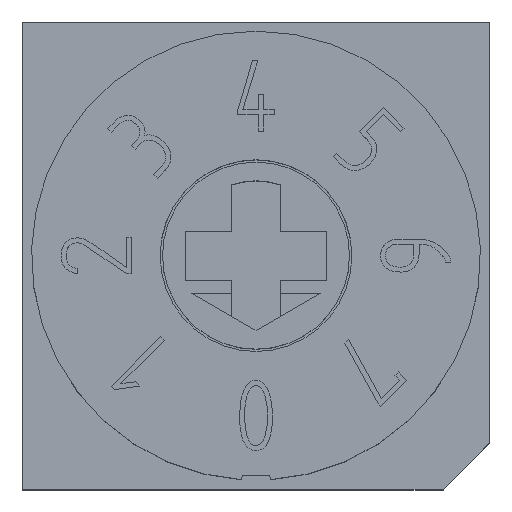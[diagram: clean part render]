
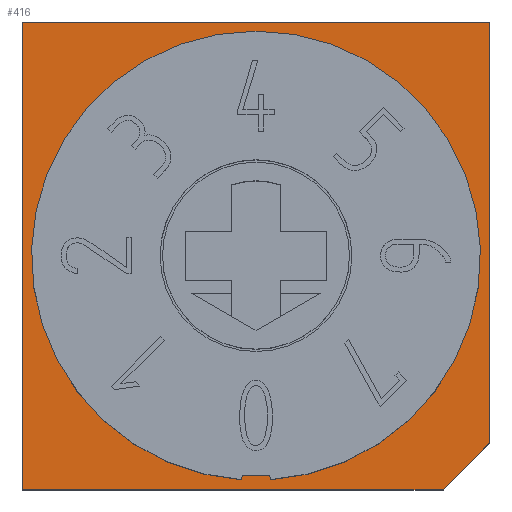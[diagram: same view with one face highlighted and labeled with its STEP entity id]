
A CAD part, top view. The second image highlights one B-rep face of the part: STEP entity #416.
In plain terms, the highlighted planar face has unit normal (0, 0, 1).
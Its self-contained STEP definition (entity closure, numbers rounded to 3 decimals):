
#416 = ADVANCED_FACE( '', ( #893, #894 ), #895, .T. );
#893 = FACE_OUTER_BOUND( '', #1424, .T. );
#894 = FACE_BOUND( '', #1425, .T. );
#895 = PLANE( '', #1426 );
#1424 = EDGE_LOOP( '', ( #2795, #2796, #2797, #2798, #2799 ) );
#1425 = EDGE_LOOP( '', ( #2800, #2801, #2802, #2803 ) );
#1426 = AXIS2_PLACEMENT_3D( '', #2804, #2805, #2806 );
#2795 = ORIENTED_EDGE( '', *, *, #3590, .T. );
#2796 = ORIENTED_EDGE( '', *, *, #3478, .T. );
#2797 = ORIENTED_EDGE( '', *, *, #3603, .T. );
#2798 = ORIENTED_EDGE( '', *, *, #3541, .T. );
#2799 = ORIENTED_EDGE( '', *, *, #3705, .T. );
#2800 = ORIENTED_EDGE( '', *, *, #3758, .T. );
#2801 = ORIENTED_EDGE( '', *, *, #3372, .F. );
#2802 = ORIENTED_EDGE( '', *, *, #3637, .F. );
#2803 = ORIENTED_EDGE( '', *, *, #3759, .F. );
#2804 = CARTESIAN_POINT( '', ( -5., -5., 2.8 ) );
#2805 = DIRECTION( '', ( 0., 0., 1. ) );
#2806 = DIRECTION( '', ( 1., 0., 0. ) );
#3372 = EDGE_CURVE( '', #4029, #4030, #4031, .T. );
#3478 = EDGE_CURVE( '', #4207, #4208, #4209, .F. );
#3541 = EDGE_CURVE( '', #4303, #4304, #4305, .T. );
#3590 = EDGE_CURVE( '', #4384, #4207, #4385, .T. );
#3603 = EDGE_CURVE( '', #4208, #4303, #4402, .T. );
#3637 = EDGE_CURVE( '', #4448, #4029, #4449, .T. );
#3705 = EDGE_CURVE( '', #4304, #4384, #4537, .T. );
#3758 = EDGE_CURVE( '', #4600, #4030, #4601, .T. );
#3759 = EDGE_CURVE( '', #4600, #4448, #4602, .T. );
#4029 = VERTEX_POINT( '', #5105 );
#4030 = VERTEX_POINT( '', #5106 );
#4031 = LINE( '', #5107, #5108 );
#4207 = VERTEX_POINT( '', #5405 );
#4208 = VERTEX_POINT( '', #5406 );
#4209 = LINE( '', #5407, #5408 );
#4303 = VERTEX_POINT( '', #5575 );
#4304 = VERTEX_POINT( '', #5576 );
#4305 = LINE( '', #5577, #5578 );
#4384 = VERTEX_POINT( '', #5841 );
#4385 = LINE( '', #5842, #5843 );
#4402 = LINE( '', #5868, #5869 );
#4448 = VERTEX_POINT( '', #5942 );
#4449 = CIRCLE( '', #5943, 4.7 );
#4537 = LINE( '', #6130, #6131 );
#4600 = VERTEX_POINT( '', #6252 );
#4601 = CIRCLE( '', #6253, 4.8 );
#4602 = LINE( '', #6254, #6255 );
#5105 = CARTESIAN_POINT( '', ( 0.297, -4.691, 2.8 ) );
#5106 = CARTESIAN_POINT( '', ( 0.303, -4.79, 2.8 ) );
#5107 = CARTESIAN_POINT( '', ( 0.303, -4.79, 2.8 ) );
#5108 = VECTOR( '', #6473, 1000. );
#5405 = CARTESIAN_POINT( '', ( 4., -5., 2.8 ) );
#5406 = CARTESIAN_POINT( '', ( 5., -4., 2.8 ) );
#5407 = CARTESIAN_POINT( '', ( -0.5, -9.5, 2.8 ) );
#5408 = VECTOR( '', #6527, 1000. );
#5575 = CARTESIAN_POINT( '', ( 5., 5., 2.8 ) );
#5576 = CARTESIAN_POINT( '', ( -5., 5., 2.8 ) );
#5577 = CARTESIAN_POINT( '', ( 5., 5., 2.8 ) );
#5578 = VECTOR( '', #6564, 1000. );
#5841 = CARTESIAN_POINT( '', ( -5., -5., 2.8 ) );
#5842 = CARTESIAN_POINT( '', ( -5., -5., 2.8 ) );
#5843 = VECTOR( '', #6580, 1000. );
#5868 = CARTESIAN_POINT( '', ( 5., -5., 2.8 ) );
#5869 = VECTOR( '', #6588, 1000. );
#5942 = CARTESIAN_POINT( '', ( -0.297, -4.691, 2.8 ) );
#5943 = AXIS2_PLACEMENT_3D( '', #6615, #6616, #6617 );
#6130 = CARTESIAN_POINT( '', ( -5., 5., 2.8 ) );
#6131 = VECTOR( '', #6664, 1000. );
#6252 = CARTESIAN_POINT( '', ( -0.303, -4.79, 2.8 ) );
#6253 = AXIS2_PLACEMENT_3D( '', #6691, #6692, #6693 );
#6254 = CARTESIAN_POINT( '', ( -0.297, -4.691, 2.8 ) );
#6255 = VECTOR( '', #6694, 1000. );
#6473 = DIRECTION( '', ( 0.063, -0.998, 0. ) );
#6527 = DIRECTION( '', ( -0.707, -0.707, 0. ) );
#6564 = DIRECTION( '', ( -1., 0., 0. ) );
#6580 = DIRECTION( '', ( 1., 0., 0. ) );
#6588 = DIRECTION( '', ( 0., 1., 0. ) );
#6615 = CARTESIAN_POINT( '', ( 0., 0., 2.8 ) );
#6616 = DIRECTION( '', ( 0., 0., 1. ) );
#6617 = DIRECTION( '', ( 1., 0., 0. ) );
#6664 = DIRECTION( '', ( 0., -1., 0. ) );
#6691 = CARTESIAN_POINT( '', ( 0., 0., 2.8 ) );
#6692 = DIRECTION( '', ( 0., 0., -1. ) );
#6693 = DIRECTION( '', ( 1., 0., 0. ) );
#6694 = DIRECTION( '', ( 0.063, 0.998, 0. ) );
